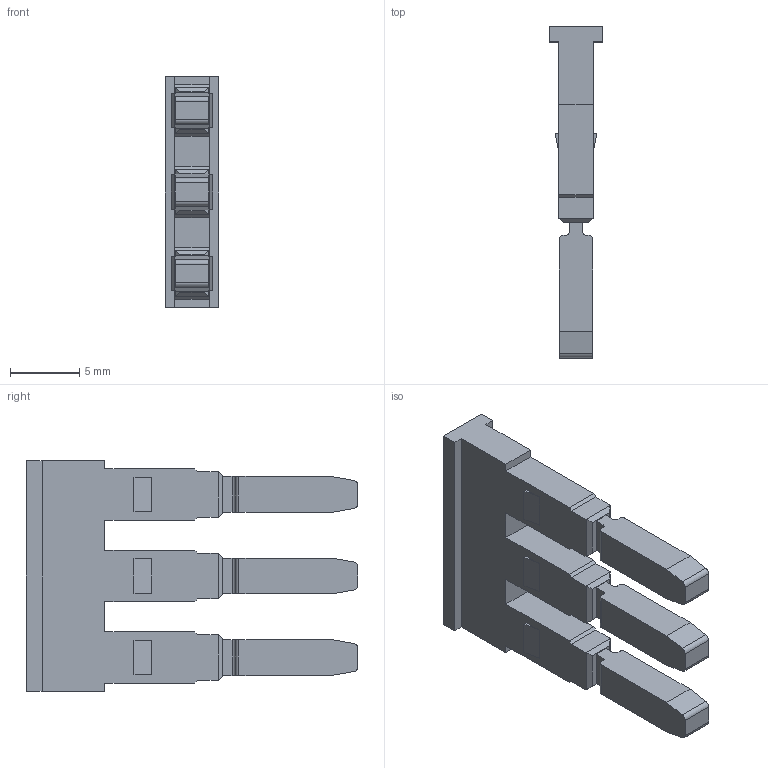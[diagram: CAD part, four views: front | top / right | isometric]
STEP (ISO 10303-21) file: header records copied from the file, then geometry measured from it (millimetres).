
FILE_DESCRIPTION (( 'STEP AP203' ), '1' );
FILE_NAME ('3''Lﾜ - 2,5 ﾜST KﾖPRﾜ.STEP', '2020-03-20T12:44:36', ( '' ), ( '' ), 'SwSTEP 2.0', 'SolidWorks 2011', '' );
FILE_SCHEMA (( 'CONFIG_CONTROL_DESIGN' ));
Length unit declared in the file: millimetre
Products named in the file (1): 3''Lﾜ - 2,5 ﾜST KﾖPRﾜ
Bounding box: 3.9 x 24 x 16.7 mm (x, y, z)
Volume: 663.6 mm3; surface area: 960.7 mm2
Topology: 1 solids, 4 shells, 145 faces, 372 edges, 244 vertices
Faces by surface type: plane 127, cylinder 18
Entity records: 4397 total; most frequent: CARTESIAN_POINT 762, ORIENTED_EDGE 744, DIRECTION 700, EDGE_CURVE 372, VECTOR 336, LINE 336, VERTEX_POINT 244, AXIS2_PLACEMENT_3D 182
